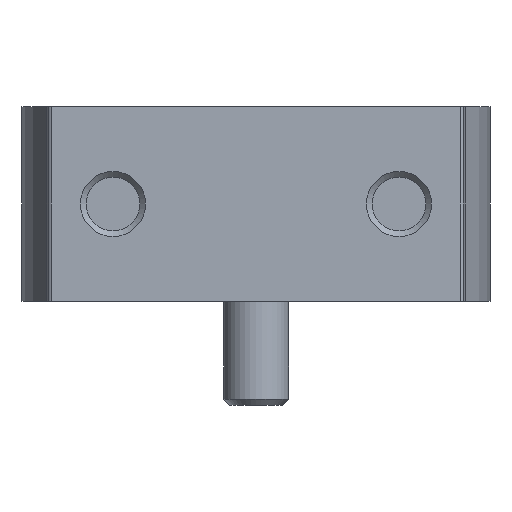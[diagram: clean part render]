
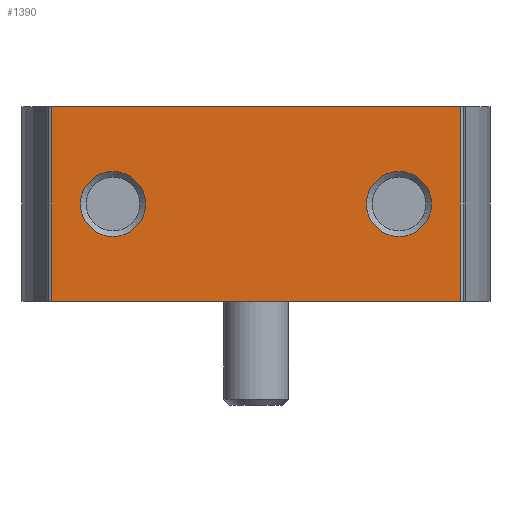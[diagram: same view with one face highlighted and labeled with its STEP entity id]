
A CAD part, left-side view. The second image highlights one B-rep face of the part: STEP entity #1390.
In plain terms, the highlighted planar face has unit normal (-1, 0, 0).
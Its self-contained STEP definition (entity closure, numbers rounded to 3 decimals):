
#93=LINE('',#2176,#194);
#102=LINE('',#2235,#203);
#103=LINE('',#2238,#204);
#104=LINE('',#2239,#205);
#194=VECTOR('',#1708,1000.);
#203=VECTOR('',#1759,1000.);
#204=VECTOR('',#1760,1000.);
#205=VECTOR('',#1761,1000.);
#327=ORIENTED_EDGE('',*,*,#713,.T.);
#328=ORIENTED_EDGE('',*,*,#714,.T.);
#329=ORIENTED_EDGE('',*,*,#715,.T.);
#330=ORIENTED_EDGE('',*,*,#716,.F.);
#331=ORIENTED_EDGE('',*,*,#686,.F.);
#332=ORIENTED_EDGE('',*,*,#717,.T.);
#686=EDGE_CURVE('',#879,#880,#93,.T.);
#713=EDGE_CURVE('',#906,#906,#1027,.T.);
#714=EDGE_CURVE('',#907,#907,#1028,.T.);
#715=EDGE_CURVE('',#908,#909,#102,.T.);
#716=EDGE_CURVE('',#880,#909,#103,.T.);
#717=EDGE_CURVE('',#879,#908,#104,.T.);
#879=VERTEX_POINT('',#2177);
#880=VERTEX_POINT('',#2178);
#906=VERTEX_POINT('',#2232);
#907=VERTEX_POINT('',#2234);
#908=VERTEX_POINT('',#2236);
#909=VERTEX_POINT('',#2237);
#1027=CIRCLE('',#1534,2.5);
#1028=CIRCLE('',#1535,2.5);
#1096=EDGE_LOOP('',(#327));
#1097=EDGE_LOOP('',(#328));
#1098=EDGE_LOOP('',(#329,#330,#331,#332));
#1223=FACE_BOUND('',#1096,.T.);
#1224=FACE_BOUND('',#1097,.T.);
#1225=FACE_BOUND('',#1098,.T.);
#1346=PLANE('',#1533);
#1390=ADVANCED_FACE('',(#1223,#1224,#1225),#1346,.F.);
#1533=AXIS2_PLACEMENT_3D('',#2230,#1753,#1754);
#1534=AXIS2_PLACEMENT_3D('',#2231,#1755,#1756);
#1535=AXIS2_PLACEMENT_3D('',#2233,#1757,#1758);
#1708=DIRECTION('',(0.,0.,1.));
#1753=DIRECTION('',(1.,0.,0.));
#1754=DIRECTION('',(0.,0.,-1.));
#1755=DIRECTION('',(1.,0.,0.));
#1756=DIRECTION('',(0.,0.,-1.));
#1757=DIRECTION('',(1.,0.,0.));
#1758=DIRECTION('',(0.,0.,-1.));
#1759=DIRECTION('',(0.,0.,1.));
#1760=DIRECTION('',(0.,-1.,0.));
#1761=DIRECTION('',(0.,-1.,0.));
#2176=CARTESIAN_POINT('',(-27.5,15.,-15.7));
#2177=CARTESIAN_POINT('',(-27.5,15.,-15.7));
#2178=CARTESIAN_POINT('',(-27.5,15.,15.7));
#2230=CARTESIAN_POINT('',(-27.5,15.,-15.7));
#2231=CARTESIAN_POINT('',(-27.5,7.5,11.));
#2232=CARTESIAN_POINT('',(-27.5,7.5,8.5));
#2233=CARTESIAN_POINT('',(-27.5,7.5,-11.));
#2234=CARTESIAN_POINT('',(-27.5,7.5,-13.5));
#2235=CARTESIAN_POINT('',(-27.5,0.,-15.7));
#2236=CARTESIAN_POINT('',(-27.5,0.,-15.7));
#2237=CARTESIAN_POINT('',(-27.5,0.,15.7));
#2238=CARTESIAN_POINT('',(-27.5,15.,15.7));
#2239=CARTESIAN_POINT('',(-27.5,15.,-15.7));
